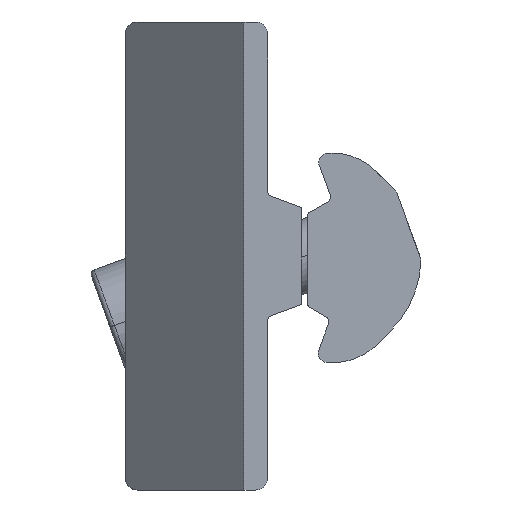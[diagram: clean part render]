
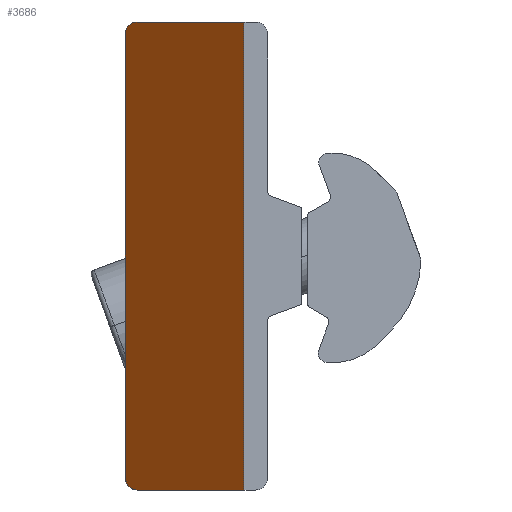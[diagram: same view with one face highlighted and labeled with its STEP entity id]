
A CAD part, left-side view. The second image highlights one B-rep face of the part: STEP entity #3686.
In plain terms, the highlighted planar face has unit normal (-0.707, 0.707, 0).
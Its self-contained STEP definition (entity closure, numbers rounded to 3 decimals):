
#16 = LINE ( 'NONE', #3630, #1595 ) ;
#86 = EDGE_CURVE ( 'NONE', #7894, #2943, #1902, .T. ) ;
#308 = EDGE_CURVE ( 'NONE', #7678, #6282, #16, .T. ) ;
#365 = CARTESIAN_POINT ( 'NONE',  ( -52.5, 12., -18.75 ) ) ;
#433 = DIRECTION ( 'NONE',  ( 0., 0., 1. ) ) ;
#467 = AXIS2_PLACEMENT_3D ( 'NONE', #6698, #522, #5467 ) ;
#522 = DIRECTION ( 'NONE',  ( 0.707, -0.707, 0. ) ) ;
#549 = CARTESIAN_POINT ( 'NONE',  ( -53.5, 11., 19.75 ) ) ;
#675 = CARTESIAN_POINT ( 'NONE',  ( 4.5, 69., 19.75 ) ) ;
#1052 = ORIENTED_EDGE ( 'NONE', *, *, #3210, .F. ) ;
#1076 = EDGE_CURVE ( 'NONE', #7822, #3285, #2742, .T. ) ;
#1311 = CARTESIAN_POINT ( 'NONE',  ( -52.5, 12., -18.75 ) ) ;
#1595 = VECTOR ( 'NONE', #7444, 1000. ) ;
#1902 =( BOUNDED_CURVE ( )  B_SPLINE_CURVE ( 3, ( #4941, #6067, #6691, #549 ),
 .UNSPECIFIED., .F., .T. ) 
 B_SPLINE_CURVE_WITH_KNOTS ( ( 4, 4 ),
 ( 3.142, 4.712 ),
 .UNSPECIFIED. ) 
 CURVE ( )  GEOMETRIC_REPRESENTATION_ITEM ( )  RATIONAL_B_SPLINE_CURVE ( ( 1., 0.805, 0.805, 1. ) ) 
 REPRESENTATION_ITEM ( '' )  );
#1918 = CARTESIAN_POINT ( 'NONE',  ( -52.914, 11.586, -19.75 ) ) ;
#2113 = ORIENTED_EDGE ( 'NONE', *, *, #86, .F. ) ;
#2193 = CARTESIAN_POINT ( 'NONE',  ( 4.5, 69., -19.75 ) ) ;
#2240 = CARTESIAN_POINT ( 'NONE',  ( -53.5, 11., 19.75 ) ) ;
#2742 =( BOUNDED_CURVE ( )  B_SPLINE_CURVE ( 3, ( #3197, #1918, #3153, #5037 ),
 .UNSPECIFIED., .F., .T. ) 
 B_SPLINE_CURVE_WITH_KNOTS ( ( 4, 4 ),
 ( 1.571, 3.142 ),
 .UNSPECIFIED. ) 
 CURVE ( )  GEOMETRIC_REPRESENTATION_ITEM ( )  RATIONAL_B_SPLINE_CURVE ( ( 1., 0.805, 0.805, 1. ) ) 
 REPRESENTATION_ITEM ( '' )  );
#2879 = FACE_OUTER_BOUND ( 'NONE', #6246, .T. ) ;
#2943 = VERTEX_POINT ( 'NONE', #2240 ) ;
#3153 = CARTESIAN_POINT ( 'NONE',  ( -52.5, 12., -19.336 ) ) ;
#3197 = CARTESIAN_POINT ( 'NONE',  ( -53.5, 11., -19.75 ) ) ;
#3210 = EDGE_CURVE ( 'NONE', #3285, #7894, #5986, .T. ) ;
#3285 = VERTEX_POINT ( 'NONE', #1311 ) ;
#3630 = CARTESIAN_POINT ( 'NONE',  ( -62.5, 2., 18.75 ) ) ;
#3672 = DIRECTION ( 'NONE',  ( -0.707, -0.707, 0. ) ) ;
#3686 = ADVANCED_FACE ( 'NONE', ( #2879 ), #7710, .F. ) ;
#3913 = CARTESIAN_POINT ( 'NONE',  ( -62.5, 2., -19.75 ) ) ;
#4795 = ORIENTED_EDGE ( 'NONE', *, *, #1076, .F. ) ;
#4941 = CARTESIAN_POINT ( 'NONE',  ( -52.5, 12., 18.75 ) ) ;
#4993 = ORIENTED_EDGE ( 'NONE', *, *, #6714, .F. ) ;
#5037 = CARTESIAN_POINT ( 'NONE',  ( -52.5, 12., -18.75 ) ) ;
#5467 = DIRECTION ( 'NONE',  ( 0., 0., -1. ) ) ;
#5506 = VECTOR ( 'NONE', #7168, 1000. ) ;
#5544 = CARTESIAN_POINT ( 'NONE',  ( -52.5, 12., 18.75 ) ) ;
#5701 = ORIENTED_EDGE ( 'NONE', *, *, #7222, .F. ) ;
#5986 = LINE ( 'NONE', #365, #7077 ) ;
#6067 = CARTESIAN_POINT ( 'NONE',  ( -52.5, 12., 19.336 ) ) ;
#6246 = EDGE_LOOP ( 'NONE', ( #2113, #1052, #4795, #4993, #6504, #5701 ) ) ;
#6282 = VERTEX_POINT ( 'NONE', #3913 ) ;
#6504 = ORIENTED_EDGE ( 'NONE', *, *, #308, .F. ) ;
#6635 = CARTESIAN_POINT ( 'NONE',  ( -62.5, 2., 19.75 ) ) ;
#6691 = CARTESIAN_POINT ( 'NONE',  ( -52.914, 11.586, 19.75 ) ) ;
#6698 = CARTESIAN_POINT ( 'NONE',  ( -62.5, 2., 18.75 ) ) ;
#6714 = EDGE_CURVE ( 'NONE', #6282, #7822, #7696, .T. ) ;
#7077 = VECTOR ( 'NONE', #433, 1000. ) ;
#7168 = DIRECTION ( 'NONE',  ( 0.707, 0.707, 0. ) ) ;
#7222 = EDGE_CURVE ( 'NONE', #2943, #7678, #7492, .T. ) ;
#7256 = CARTESIAN_POINT ( 'NONE',  ( -53.5, 11., -19.75 ) ) ;
#7444 = DIRECTION ( 'NONE',  ( 0., 0., -1. ) ) ;
#7488 = VECTOR ( 'NONE', #3672, 1000. ) ;
#7492 = LINE ( 'NONE', #675, #7488 ) ;
#7678 = VERTEX_POINT ( 'NONE', #6635 ) ;
#7696 = LINE ( 'NONE', #2193, #5506 ) ;
#7710 = PLANE ( 'NONE',  #467 ) ;
#7822 = VERTEX_POINT ( 'NONE', #7256 ) ;
#7894 = VERTEX_POINT ( 'NONE', #5544 ) ;
